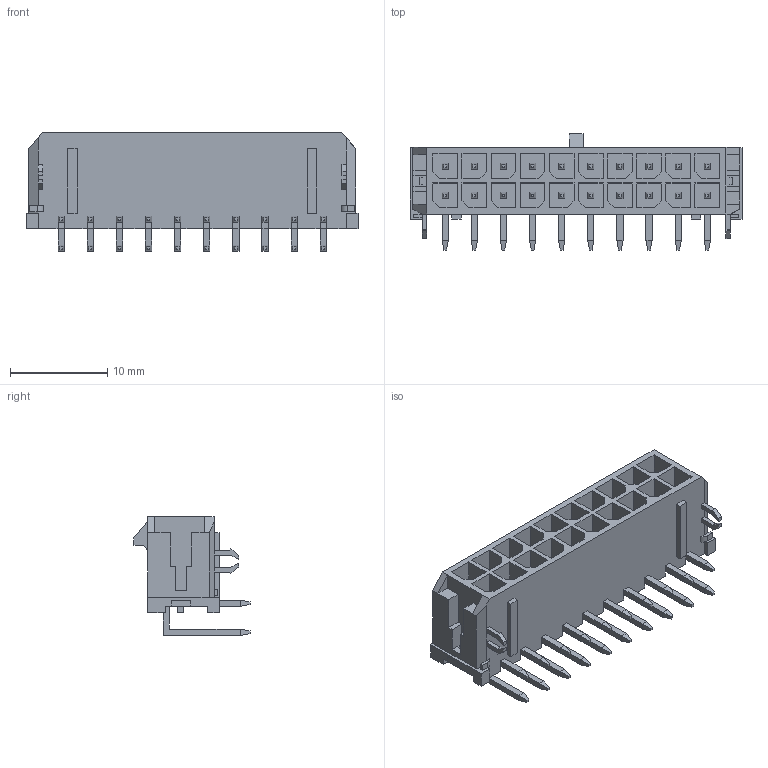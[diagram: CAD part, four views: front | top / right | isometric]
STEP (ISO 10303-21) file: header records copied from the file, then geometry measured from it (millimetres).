
FILE_DESCRIPTION((''),'2;1');
FILE_NAME('430452022','2020-04-16T',('gga'),(''),'PRO/ENGINEER BY PARAMETRIC TECHNOLOGY CORPORATION, 2016010','PRO/ENGINEER BY PARAMETRIC TECHNOLOGY CORPORATION, 2016010','');
FILE_SCHEMA(('CONFIG_CONTROL_DESIGN'));
Length unit declared in the file: millimetre
Products named in the file (1): 430452022
Bounding box: 34.2 x 11.95 x 12.24 mm (x, y, z)
Volume: 1377.7 mm3; surface area: 3327.3 mm2
Topology: 1 solids, 1 shells, 832 faces, 2121 edges, 1336 vertices
Faces by surface type: plane 829, cylinder 3
Entity records: 24252 total; most frequent: CARTESIAN_POINT 4244, ORIENTED_EDGE 4152, DIRECTION 3837, EDGE_CURVE 2076, VECTOR 2071, LINE 2071, VERTEX_POINT 1290, AXIS2_PLACEMENT_3D 883
